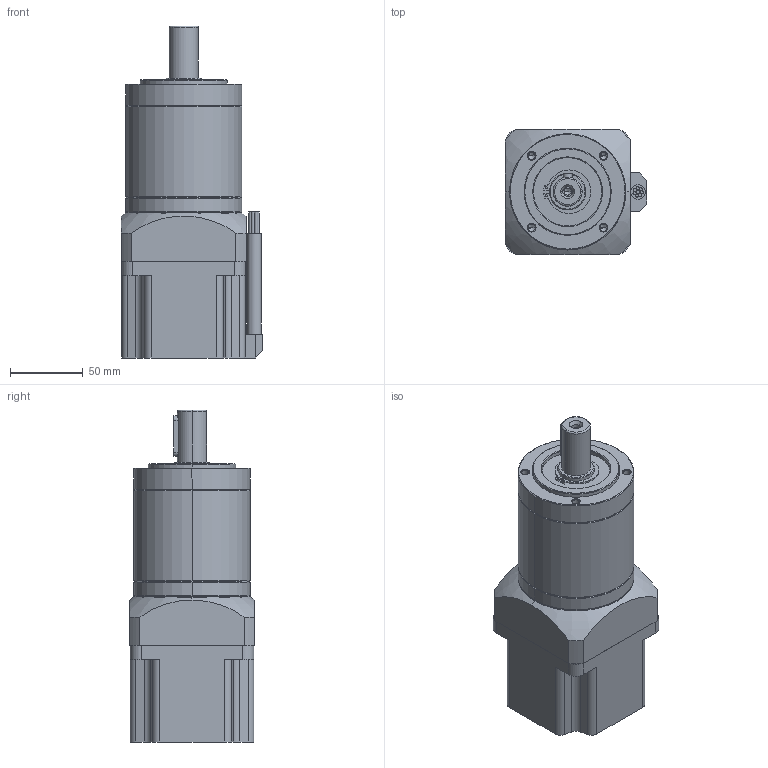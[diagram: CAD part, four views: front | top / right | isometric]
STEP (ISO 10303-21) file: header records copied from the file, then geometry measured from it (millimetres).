
FILE_DESCRIPTION (( 'STEP AP214' ), '1' );
FILE_NAME ('AM34HD0404-PG20.STEP', '2016-07-18T07:04:34', ( 'jrww' ), ( 'jrww' ), 'SwSTEP 2.0', 'SolidWorks 2011', '' );
FILE_SCHEMA (( 'AUTOMOTIVE_DESIGN' ));
Length unit declared in the file: millimetre
Products named in the file (1): AM34HD0404-PG20
Bounding box: 97.5 x 86 x 228.5 mm (x, y, z)
Volume: 1078370.1 mm3; surface area: 101336.5 mm2
Topology: 2 solids, 2 shells, 243 faces, 572 edges, 347 vertices
Faces by surface type: cylinder 108, cone 66, plane 65, torus 4
Entity records: 7075 total; most frequent: CARTESIAN_POINT 1332, DIRECTION 1294, ORIENTED_EDGE 1108, EDGE_CURVE 554, AXIS2_PLACEMENT_3D 511, VERTEX_POINT 347, EDGE_LOOP 283, VECTOR 272
